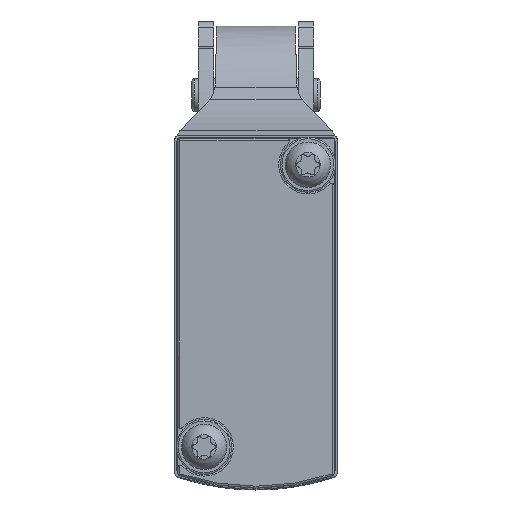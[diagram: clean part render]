
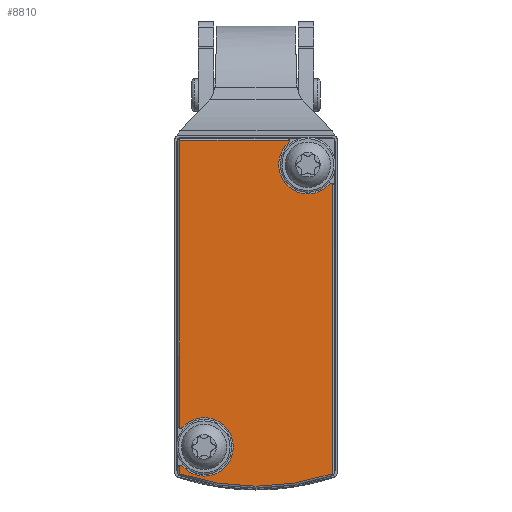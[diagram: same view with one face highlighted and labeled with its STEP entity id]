
A CAD part, front view. The second image highlights one B-rep face of the part: STEP entity #8810.
In plain terms, the highlighted planar face has unit normal (0, -1, 0).
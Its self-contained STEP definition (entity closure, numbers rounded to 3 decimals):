
#169=PLANE('',#9303);
#341=CIRCLE('',#9304,0.4);
#342=CIRCLE('',#9305,3.6);
#343=CIRCLE('',#9306,0.4);
#344=CIRCLE('',#9307,29.537);
#345=CIRCLE('',#9308,0.4);
#346=CIRCLE('',#9309,3.6);
#347=CIRCLE('',#9310,0.4);
#849=LINE('',#12918,#1314);
#850=LINE('',#12927,#1315);
#851=LINE('',#12931,#1316);
#852=LINE('',#12939,#1317);
#1314=VECTOR('',#10344,1000.);
#1315=VECTOR('',#10351,1000.);
#1316=VECTOR('',#10354,1000.);
#1317=VECTOR('',#10361,1000.);
#1803=ORIENTED_EDGE('',*,*,#4063,.T.);
#1804=ORIENTED_EDGE('',*,*,#4064,.F.);
#1805=ORIENTED_EDGE('',*,*,#4065,.T.);
#1806=ORIENTED_EDGE('',*,*,#4066,.F.);
#1807=ORIENTED_EDGE('',*,*,#4067,.T.);
#1808=ORIENTED_EDGE('',*,*,#4068,.T.);
#1809=ORIENTED_EDGE('',*,*,#4069,.F.);
#1810=ORIENTED_EDGE('',*,*,#4070,.F.);
#1811=ORIENTED_EDGE('',*,*,#4071,.T.);
#1812=ORIENTED_EDGE('',*,*,#4072,.F.);
#1813=ORIENTED_EDGE('',*,*,#4073,.T.);
#4063=EDGE_CURVE('',#5190,#5191,#849,.F.);
#4064=EDGE_CURVE('',#5192,#5191,#341,.T.);
#4065=EDGE_CURVE('',#5192,#5193,#342,.T.);
#4066=EDGE_CURVE('',#5194,#5193,#343,.T.);
#4067=EDGE_CURVE('',#5194,#5195,#850,.F.);
#4068=EDGE_CURVE('',#5195,#5196,#344,.T.);
#4069=EDGE_CURVE('',#5197,#5196,#851,.F.);
#4070=EDGE_CURVE('',#5198,#5197,#345,.T.);
#4071=EDGE_CURVE('',#5198,#5199,#346,.T.);
#4072=EDGE_CURVE('',#5200,#5199,#347,.T.);
#4073=EDGE_CURVE('',#5200,#5190,#852,.T.);
#5190=VERTEX_POINT('',#12919);
#5191=VERTEX_POINT('',#12920);
#5192=VERTEX_POINT('',#12922);
#5193=VERTEX_POINT('',#12924);
#5194=VERTEX_POINT('',#12926);
#5195=VERTEX_POINT('',#12928);
#5196=VERTEX_POINT('',#12930);
#5197=VERTEX_POINT('',#12932);
#5198=VERTEX_POINT('',#12934);
#5199=VERTEX_POINT('',#12936);
#5200=VERTEX_POINT('',#12938);
#6087=EDGE_LOOP('',(#1803,#1804,#1805,#1806,#1807,#1808,#1809,#1810,#1811,
#1812,#1813));
#6688=FACE_BOUND('',#6087,.T.);
#8810=ADVANCED_FACE('',(#6688),#169,.F.);
#9303=AXIS2_PLACEMENT_3D('',#12917,#10342,#10343);
#9304=AXIS2_PLACEMENT_3D('',#12921,#10345,#10346);
#9305=AXIS2_PLACEMENT_3D('',#12923,#10347,#10348);
#9306=AXIS2_PLACEMENT_3D('',#12925,#10349,#10350);
#9307=AXIS2_PLACEMENT_3D('',#12929,#10352,#10353);
#9308=AXIS2_PLACEMENT_3D('',#12933,#10355,#10356);
#9309=AXIS2_PLACEMENT_3D('',#12935,#10357,#10358);
#9310=AXIS2_PLACEMENT_3D('',#12937,#10359,#10360);
#10342=DIRECTION('',(0.,1.,0.));
#10343=DIRECTION('',(0.,0.,1.));
#10344=DIRECTION('',(-1.,0.,0.));
#10345=DIRECTION('',(0.,1.,0.));
#10346=DIRECTION('',(1.,0.,0.));
#10347=DIRECTION('',(0.,1.,0.));
#10348=DIRECTION('',(1.,0.,0.));
#10349=DIRECTION('',(0.,1.,0.));
#10350=DIRECTION('',(1.,0.,0.));
#10351=DIRECTION('',(-1.,0.,0.));
#10352=DIRECTION('',(0.,-1.,0.));
#10353=DIRECTION('',(0.,0.,-1.));
#10354=DIRECTION('',(-1.,0.,0.));
#10355=DIRECTION('',(0.,1.,0.));
#10356=DIRECTION('',(1.,0.,0.));
#10357=DIRECTION('',(0.,1.,0.));
#10358=DIRECTION('',(1.,0.,0.));
#10359=DIRECTION('',(0.,1.,0.));
#10360=DIRECTION('',(1.,0.,0.));
#10361=DIRECTION('',(0.,0.,-1.));
#12917=CARTESIAN_POINT('',(-20.25,-13.2,-9.25));
#12918=CARTESIAN_POINT('',(25.,-13.2,-9.387));
#12919=CARTESIAN_POINT('',(-20.387,-13.2,-9.387));
#12920=CARTESIAN_POINT('',(15.097,-13.2,-9.387));
#12921=CARTESIAN_POINT('',(14.699,-13.2,-9.35));
#12922=CARTESIAN_POINT('',(14.969,-13.2,-9.055));
#12923=CARTESIAN_POINT('',(17.4,-13.2,-6.4));
#12924=CARTESIAN_POINT('',(19.831,-13.2,-9.055));
#12925=CARTESIAN_POINT('',(20.101,-13.2,-9.35));
#12926=CARTESIAN_POINT('',(19.703,-13.2,-9.387));
#12927=CARTESIAN_POINT('',(25.,-13.2,-9.387));
#12928=CARTESIAN_POINT('',(20.722,-13.2,-9.387));
#12929=CARTESIAN_POINT('',(-7.284,-13.2,0.));
#12930=CARTESIAN_POINT('',(20.722,-13.2,9.387));
#12931=CARTESIAN_POINT('',(25.,-13.2,9.387));
#12932=CARTESIAN_POINT('',(-15.097,-13.2,9.387));
#12933=CARTESIAN_POINT('',(-14.699,-13.2,9.35));
#12934=CARTESIAN_POINT('',(-14.969,-13.2,9.055));
#12935=CARTESIAN_POINT('',(-17.4,-13.2,6.4));
#12936=CARTESIAN_POINT('',(-20.055,-13.2,3.969));
#12937=CARTESIAN_POINT('',(-20.35,-13.2,3.699));
#12938=CARTESIAN_POINT('',(-20.387,-13.2,4.097));
#12939=CARTESIAN_POINT('',(-20.387,-13.2,10.));
